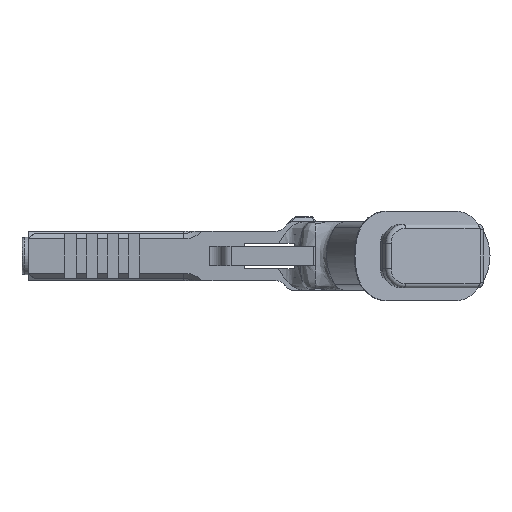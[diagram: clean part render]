
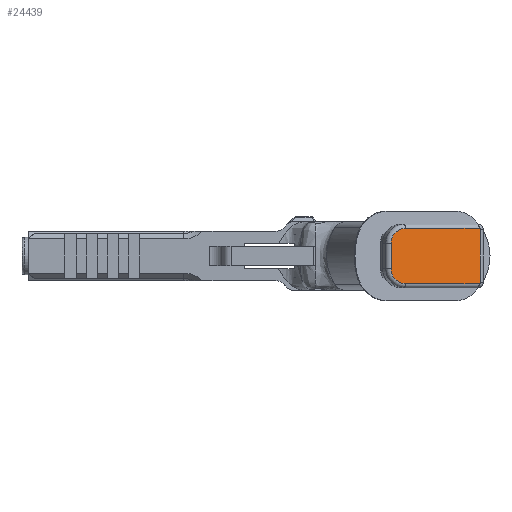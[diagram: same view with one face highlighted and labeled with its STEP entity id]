
A CAD part, front view. The second image highlights one B-rep face of the part: STEP entity #24439.
In plain terms, the highlighted planar face has unit normal (0.301, -0.954, 0).
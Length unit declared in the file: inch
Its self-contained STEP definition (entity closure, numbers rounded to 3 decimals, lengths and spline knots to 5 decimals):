
#151 = PLANE ( 'NONE',  #25841 ) ;
#251 = DIRECTION ( 'NONE',  ( 0.301, -0.954, 0. ) ) ;
#252 = EDGE_CURVE ( 'NONE', #4133, #1133, #8071, .T. ) ;
#290 = CARTESIAN_POINT ( 'NONE',  ( 4.17463, -4.82492, -0.51626 ) ) ;
#313 = CARTESIAN_POINT ( 'NONE',  ( 4.19491, -4.81853, 0.495 ) ) ;
#427 = CARTESIAN_POINT ( 'NONE',  ( 4.17463, -4.82492, -0.495 ) ) ;
#1133 = VERTEX_POINT ( 'NONE', #25215 ) ;
#1760 = FACE_OUTER_BOUND ( 'NONE', #15874, .T. ) ;
#1972 = CIRCLE ( 'NONE', #12156, 0.28126 ) ;
#2834 = VECTOR ( 'NONE', #25042, 39.37008 ) ;
#3142 = VECTOR ( 'NONE', #15533, 39.37008 ) ;
#4133 = VERTEX_POINT ( 'NONE', #313 ) ;
#5037 = ORIENTED_EDGE ( 'NONE', *, *, #252, .T. ) ;
#5987 = DIRECTION ( 'NONE',  ( 0.301, -0.954, 0. ) ) ;
#6026 = ORIENTED_EDGE ( 'NONE', *, *, #22549, .T. ) ;
#6133 = ORIENTED_EDGE ( 'NONE', *, *, #20877, .T. ) ;
#6165 = CARTESIAN_POINT ( 'NONE',  ( 4.19491, -4.81853, -0.495 ) ) ;
#6228 = CARTESIAN_POINT ( 'NONE',  ( 2.79595, -5.25962, -0.235 ) ) ;
#6522 = ORIENTED_EDGE ( 'NONE', *, *, #24632, .T. ) ;
#6653 = VERTEX_POINT ( 'NONE', #21960 ) ;
#6689 = DIRECTION ( 'NONE',  ( 0.301, -0.954, 0. ) ) ;
#6719 = VECTOR ( 'NONE', #21268, 39.37008 ) ;
#6749 = VERTEX_POINT ( 'NONE', #24861 ) ;
#6859 = VERTEX_POINT ( 'NONE', #290 ) ;
#6867 = EDGE_CURVE ( 'NONE', #6859, #26314, #9904, .T. ) ;
#7503 = CARTESIAN_POINT ( 'NONE',  ( 4.17463, -4.82492, 0.495 ) ) ;
#7762 = AXIS2_PLACEMENT_3D ( 'NONE', #427, #18606, #8516 ) ;
#7957 = DIRECTION ( 'NONE',  ( 0.954, 0.301, 0. ) ) ;
#8071 = CIRCLE ( 'NONE', #20807, 0.02126 ) ;
#8335 = VERTEX_POINT ( 'NONE', #10630 ) ;
#8516 = DIRECTION ( 'NONE',  ( 0.954, 0.301, 0. ) ) ;
#9311 = CARTESIAN_POINT ( 'NONE',  ( 2.52771, -5.34419, -0.235 ) ) ;
#9425 = CARTESIAN_POINT ( 'NONE',  ( 4.19491, -4.81853, 0.495 ) ) ;
#9904 = CIRCLE ( 'NONE', #7762, 0.02126 ) ;
#10630 = CARTESIAN_POINT ( 'NONE',  ( 2.52771, -5.34419, -0.235 ) ) ;
#12156 = AXIS2_PLACEMENT_3D ( 'NONE', #24792, #6689, #18792 ) ;
#13346 = AXIS2_PLACEMENT_3D ( 'NONE', #24436, #251, #7957 ) ;
#13507 = EDGE_CURVE ( 'NONE', #6653, #8335, #17659, .T. ) ;
#13553 = EDGE_CURVE ( 'NONE', #8335, #17283, #19273, .T. ) ;
#14102 = DIRECTION ( 'NONE',  ( 0.954, 0.301, 0. ) ) ;
#14266 = VECTOR ( 'NONE', #14968, 39.37008 ) ;
#14968 = DIRECTION ( 'NONE',  ( 0.954, 0.301, 0. ) ) ;
#15533 = DIRECTION ( 'NONE',  ( 0., 0., -1. ) ) ;
#15609 = DIRECTION ( 'NONE',  ( 0.301, -0.954, 0. ) ) ;
#15874 = EDGE_LOOP ( 'NONE', ( #6522, #5037, #6133, #25234, #16383, #25284, #6026, #18899 ) ) ;
#16383 = ORIENTED_EDGE ( 'NONE', *, *, #13507, .T. ) ;
#17283 = VERTEX_POINT ( 'NONE', #22316 ) ;
#17484 = LINE ( 'NONE', #17608, #14266 ) ;
#17608 = CARTESIAN_POINT ( 'NONE',  ( 4.17463, -4.82492, -0.51626 ) ) ;
#17659 = LINE ( 'NONE', #9311, #3142 ) ;
#18606 = DIRECTION ( 'NONE',  ( 0.301, -0.954, 0. ) ) ;
#18792 = DIRECTION ( 'NONE',  ( 0.954, 0.301, 0. ) ) ;
#18899 = ORIENTED_EDGE ( 'NONE', *, *, #6867, .T. ) ;
#19273 = CIRCLE ( 'NONE', #13346, 0.28126 ) ;
#20794 = LINE ( 'NONE', #25180, #2834 ) ;
#20807 = AXIS2_PLACEMENT_3D ( 'NONE', #7503, #15609, #23734 ) ;
#20877 = EDGE_CURVE ( 'NONE', #1133, #6749, #20794, .T. ) ;
#21268 = DIRECTION ( 'NONE',  ( 0., 0., 1. ) ) ;
#21783 = LINE ( 'NONE', #9425, #6719 ) ;
#21960 = CARTESIAN_POINT ( 'NONE',  ( 2.52771, -5.34419, 0.235 ) ) ;
#22316 = CARTESIAN_POINT ( 'NONE',  ( 2.79595, -5.25962, -0.51626 ) ) ;
#22549 = EDGE_CURVE ( 'NONE', #17283, #6859, #17484, .T. ) ;
#22744 = EDGE_CURVE ( 'NONE', #6749, #6653, #1972, .T. ) ;
#23734 = DIRECTION ( 'NONE',  ( 0.954, 0.301, 0. ) ) ;
#24436 = CARTESIAN_POINT ( 'NONE',  ( 2.79595, -5.25962, -0.235 ) ) ;
#24439 = ADVANCED_FACE ( 'NONE', ( #1760 ), #151, .T. ) ;
#24632 = EDGE_CURVE ( 'NONE', #26314, #4133, #21783, .T. ) ;
#24792 = CARTESIAN_POINT ( 'NONE',  ( 2.79595, -5.25962, 0.235 ) ) ;
#24861 = CARTESIAN_POINT ( 'NONE',  ( 2.79595, -5.25962, 0.51626 ) ) ;
#25042 = DIRECTION ( 'NONE',  ( -0.954, -0.301, 0. ) ) ;
#25180 = CARTESIAN_POINT ( 'NONE',  ( 2.79595, -5.25962, 0.51626 ) ) ;
#25215 = CARTESIAN_POINT ( 'NONE',  ( 4.17463, -4.82492, 0.51626 ) ) ;
#25234 = ORIENTED_EDGE ( 'NONE', *, *, #22744, .T. ) ;
#25284 = ORIENTED_EDGE ( 'NONE', *, *, #13553, .T. ) ;
#25841 = AXIS2_PLACEMENT_3D ( 'NONE', #6228, #5987, #14102 ) ;
#26314 = VERTEX_POINT ( 'NONE', #6165 ) ;
